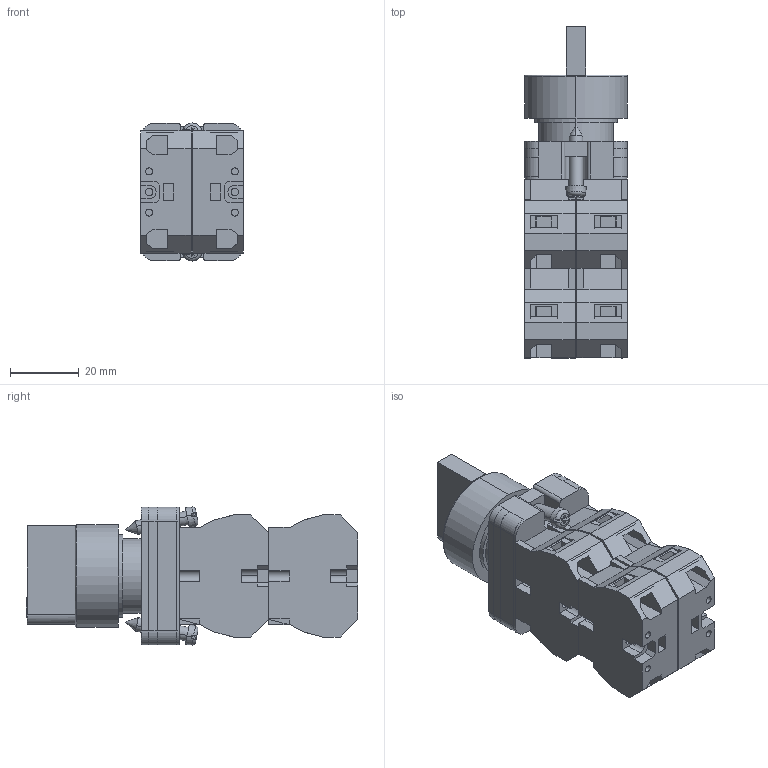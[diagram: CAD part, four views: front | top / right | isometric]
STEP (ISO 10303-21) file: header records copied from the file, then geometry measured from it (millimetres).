
FILE_DESCRIPTION (( 'STEP AP214' ), '1' );
FILE_NAME ('GCX3330-22.step', '2016-06-20T21:19:48', ( '' ), ( '' ), 'SwSTEP 2.0', 'SolidWorks 2016', '' );
FILE_SCHEMA (( 'AUTOMOTIVE_DESIGN' ));
Length unit declared in the file: inch
Products named in the file (5): GCX3330-22; ecx1030; GCX3330-22 OPERATOR; ecx1040; ECX3029-2
Assembly tree (6 placements, depth 2):
  GCX3330-22
    ECX3029-2
    ecx1040  x2
    GCX3330-22 OPERATOR
    ecx1030  x2
Bounding box: 29.91 x 96.6 x 40.16 mm (x, y, z)
Volume: 62791.5 mm3; surface area: 31520.3 mm2
Topology: 9 solids, 9 shells, 675 faces, 1853 edges, 1224 vertices
Faces by surface type: plane 457, cylinder 179, torus 24, cone 15
Entity records: 16264 total; most frequent: CARTESIAN_POINT 2913, ORIENTED_EDGE 2670, DIRECTION 2669, EDGE_CURVE 1335, LINE 917, VECTOR 917, VERTEX_POINT 884, AXIS2_PLACEMENT_3D 876
